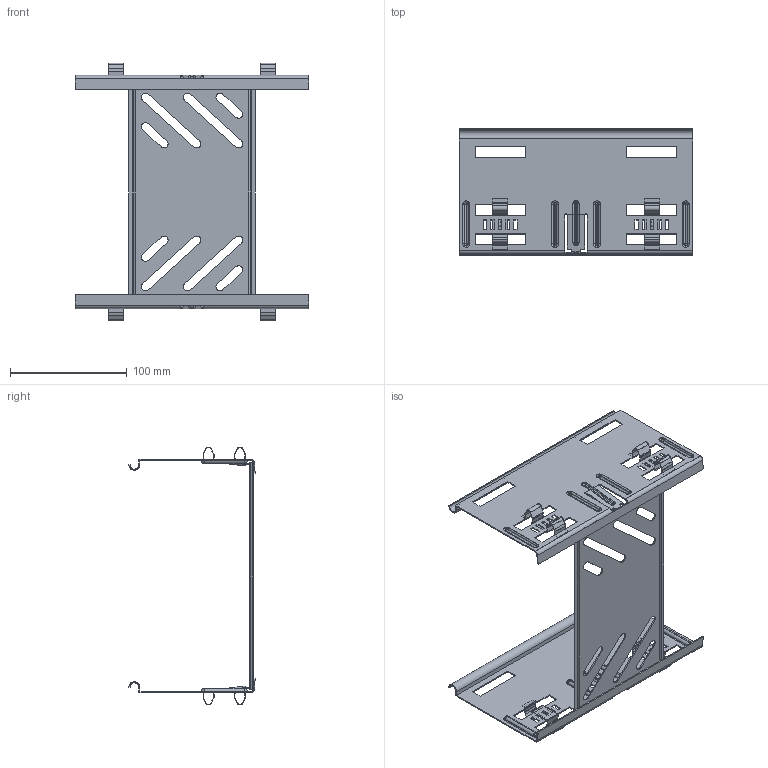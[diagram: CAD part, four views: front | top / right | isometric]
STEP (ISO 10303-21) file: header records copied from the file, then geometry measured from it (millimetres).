
FILE_DESCRIPTION (( 'STEP AP214' ), '1' );
FILE_NAME ('6069138.stp', '2017-04-12T12:03:15', ( '' ), ( '' ), 'SwSTEP 2.0', 'SolidWorks 2016', '' );
FILE_SCHEMA (( 'AUTOMOTIVE_DESIGN' ));
Length unit declared in the file: millimetre
Products named in the file (4): 6069138; 040601_Standard; 040579_110; 040599_200
Assembly tree (7 placements, depth 2):
  6069138
    040599_200
    040579_110  x2
    040601_Standard  x4
Bounding box: 200 x 108.2 x 221 mm (x, y, z)
Volume: 66378.6 mm3; surface area: 143160.4 mm2
Topology: 7 solids, 7 shells, 1011 faces, 2583 edges, 1590 vertices
Faces by surface type: plane 604, cylinder 243, torus 144, bspline 20
Entity records: 15333 total; most frequent: CARTESIAN_POINT 2824, DIRECTION 2639, ORIENTED_EDGE 2558, EDGE_CURVE 1279, AXIS2_PLACEMENT_3D 897, VECTOR 845, LINE 845, VERTEX_POINT 804
